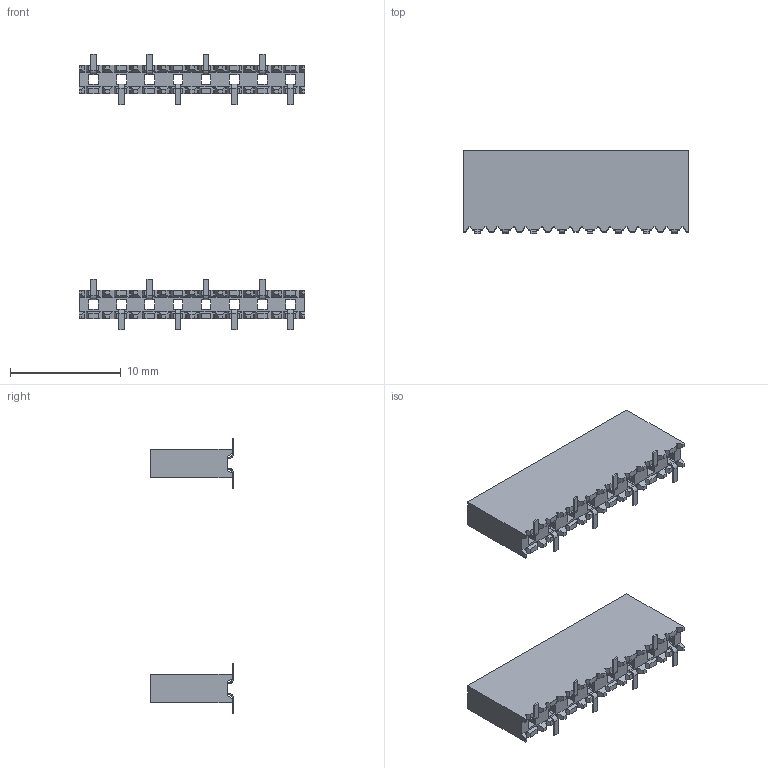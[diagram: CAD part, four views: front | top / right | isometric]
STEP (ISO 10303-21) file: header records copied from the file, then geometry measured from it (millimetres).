
FILE_DESCRIPTION (( 'STEP AP214' ), '1' );
FILE_NAME ('IN-14.STEP', '2019-03-15T17:18:01', ( '' ), ( '' ), 'SwSTEP 2.0', 'SolidWorks 2018', '' );
FILE_SCHEMA (( 'AUTOMOTIVE_DESIGN' ));
Length unit declared in the file: inch
Products named in the file (2): SSM-108-S-SV; IN-14
Assembly tree (2 placements, depth 2):
  IN-14
    SSM-108-S-SV  x2
Bounding box: 20.32 x 7.49 x 24.89 mm (x, y, z)
Volume: 629.4 mm3; surface area: 1453.2 mm2
Topology: 4 solids, 4 shells, 594 faces, 1752 edges, 1168 vertices
Faces by surface type: plane 562, cylinder 32
Entity records: 13732 total; most frequent: CARTESIAN_POINT 1762, ORIENTED_EDGE 1752, DIRECTION 1512, EDGE_CURVE 876, LINE 844, VECTOR 844, VERTEX_POINT 584, AXIS2_PLACEMENT_3D 334
